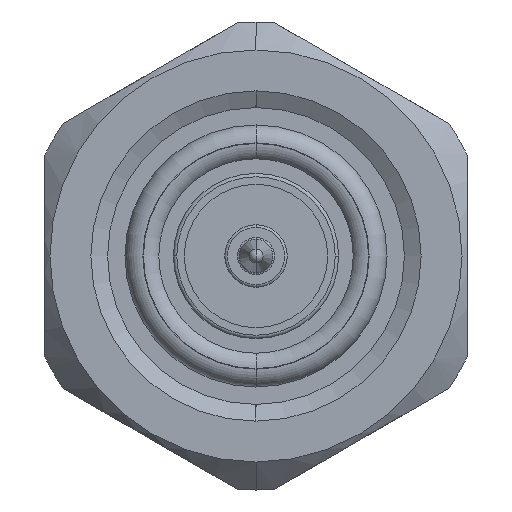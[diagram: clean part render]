
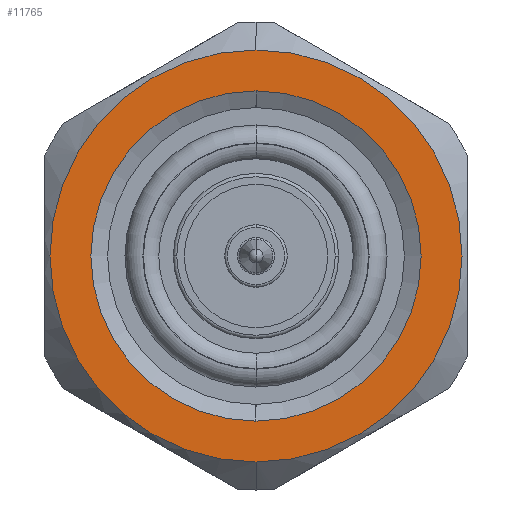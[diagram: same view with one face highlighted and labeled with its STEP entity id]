
A CAD part, left-side view. The second image highlights one B-rep face of the part: STEP entity #11765.
In plain terms, the highlighted planar face has unit normal (-1, 0, 0).
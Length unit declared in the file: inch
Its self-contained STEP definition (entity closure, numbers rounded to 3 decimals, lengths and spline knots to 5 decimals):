
#411 = ORIENTED_EDGE ( 'NONE', *, *, #7344, .F. ) ;
#614 = EDGE_LOOP ( 'NONE', ( #411, #17449 ) ) ;
#708 = CARTESIAN_POINT ( 'NONE',  ( -0.3185, 0., -0.39625 ) ) ;
#815 = CARTESIAN_POINT ( 'NONE',  ( -0.3185, 0., -0.3175 ) ) ;
#1472 = CARTESIAN_POINT ( 'NONE',  ( -0.3185, 0.3175, 0. ) ) ;
#1495 = CIRCLE ( 'NONE', #13413, 0.39625 ) ;
#1703 = CARTESIAN_POINT ( 'NONE',  ( -0.3185, 0., 0. ) ) ;
#2094 = CARTESIAN_POINT ( 'NONE',  ( -0.3185, 0., 0. ) ) ;
#3216 = DIRECTION ( 'NONE',  ( 0., 0., -1. ) ) ;
#3276 = ORIENTED_EDGE ( 'NONE', *, *, #5168, .T. ) ;
#3291 = DIRECTION ( 'NONE',  ( 0., 0., 1. ) ) ;
#4855 = CARTESIAN_POINT ( 'NONE',  ( -0.3185, 0., 0. ) ) ;
#5168 = EDGE_CURVE ( 'NONE', #18199, #16945, #1495, .T. ) ;
#5189 = CIRCLE ( 'NONE', #10248, 0.3175 ) ;
#5493 = DIRECTION ( 'NONE',  ( -1., 0., 0. ) ) ;
#5643 = DIRECTION ( 'NONE',  ( -1., 0., 0. ) ) ;
#6557 = PLANE ( 'NONE',  #8266 ) ;
#6705 = CIRCLE ( 'NONE', #16921, 0.3175 ) ;
#6831 = VERTEX_POINT ( 'NONE', #815 ) ;
#7344 = EDGE_CURVE ( 'NONE', #17859, #6831, #5189, .T. ) ;
#8266 = AXIS2_PLACEMENT_3D ( 'NONE', #1472, #18465, #3216 ) ;
#9143 = EDGE_CURVE ( 'NONE', #6831, #17859, #6705, .T. ) ;
#9292 = AXIS2_PLACEMENT_3D ( 'NONE', #2094, #5643, #19425 ) ;
#9893 = CARTESIAN_POINT ( 'NONE',  ( -0.3185, 0., 0.3175 ) ) ;
#10248 = AXIS2_PLACEMENT_3D ( 'NONE', #20929, #5493, #17537 ) ;
#10338 = FACE_OUTER_BOUND ( 'NONE', #12866, .T. ) ;
#11765 = ADVANCED_FACE ( 'NONE', ( #20038, #10338 ), #6557, .F. ) ;
#12004 = EDGE_CURVE ( 'NONE', #16945, #18199, #12422, .T. ) ;
#12422 = CIRCLE ( 'NONE', #9292, 0.39625 ) ;
#12866 = EDGE_LOOP ( 'NONE', ( #3276, #17683 ) ) ;
#13413 = AXIS2_PLACEMENT_3D ( 'NONE', #1703, #13868, #3291 ) ;
#13868 = DIRECTION ( 'NONE',  ( -1., 0., 0. ) ) ;
#14103 = CARTESIAN_POINT ( 'NONE',  ( -0.3185, 0., 0.39625 ) ) ;
#16906 = DIRECTION ( 'NONE',  ( 0., 0., 1. ) ) ;
#16921 = AXIS2_PLACEMENT_3D ( 'NONE', #4855, #20213, #16906 ) ;
#16945 = VERTEX_POINT ( 'NONE', #14103 ) ;
#17449 = ORIENTED_EDGE ( 'NONE', *, *, #9143, .F. ) ;
#17537 = DIRECTION ( 'NONE',  ( 0., 0., 1. ) ) ;
#17683 = ORIENTED_EDGE ( 'NONE', *, *, #12004, .T. ) ;
#17859 = VERTEX_POINT ( 'NONE', #9893 ) ;
#18199 = VERTEX_POINT ( 'NONE', #708 ) ;
#18465 = DIRECTION ( 'NONE',  ( 1., 0., 0. ) ) ;
#19425 = DIRECTION ( 'NONE',  ( 0., 0., 1. ) ) ;
#20038 = FACE_BOUND ( 'NONE', #614, .T. ) ;
#20213 = DIRECTION ( 'NONE',  ( -1., 0., 0. ) ) ;
#20929 = CARTESIAN_POINT ( 'NONE',  ( -0.3185, 0., 0. ) ) ;
